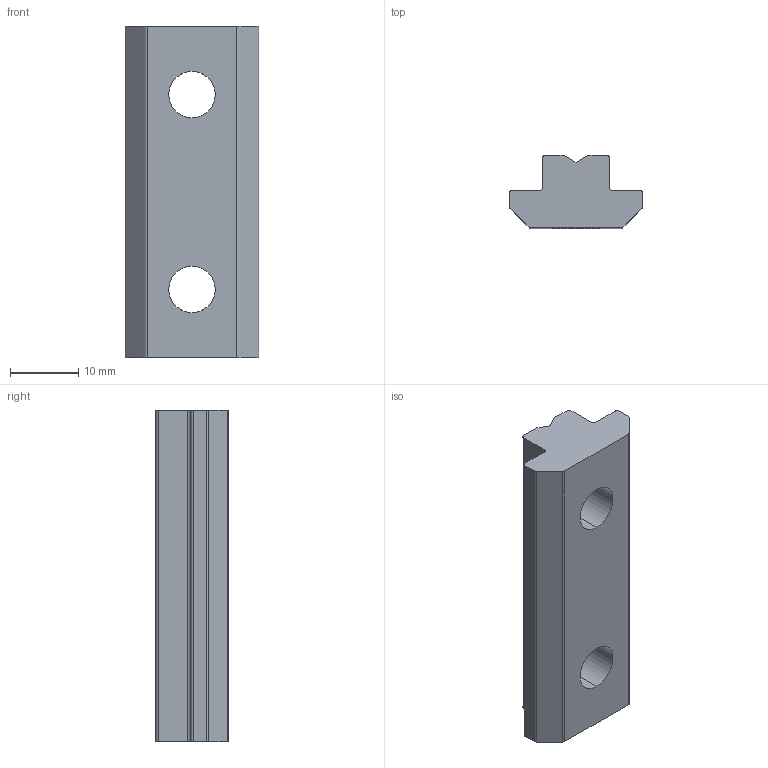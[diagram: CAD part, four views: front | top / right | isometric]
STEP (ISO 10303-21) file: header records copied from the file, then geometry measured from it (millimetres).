
FILE_DESCRIPTION (( 'STEP AP214' ), '1' );
FILE_NAME ('096030s41.STEP', '2014-08-18T09:52:37', ( '' ), ( '' ), 'SwSTEP 2.0', 'SolidWorks 2014', '' );
FILE_SCHEMA (( 'AUTOMOTIVE_DESIGN' ));
Length unit declared in the file: millimetre
Products named in the file (1): 096030s41
Bounding box: 19.5 x 10.6 x 48.5 mm (x, y, z)
Volume: 6354.3 mm3; surface area: 3308.3 mm2
Topology: 1 solids, 1 shells, 33 faces, 95 edges, 62 vertices
Faces by surface type: plane 19, cylinder 14
Entity records: 1171 total; most frequent: CARTESIAN_POINT 215, ORIENTED_EDGE 190, DIRECTION 183, EDGE_CURVE 95, AXIS2_PLACEMENT_3D 62, VERTEX_POINT 62, LINE 59, VECTOR 59
